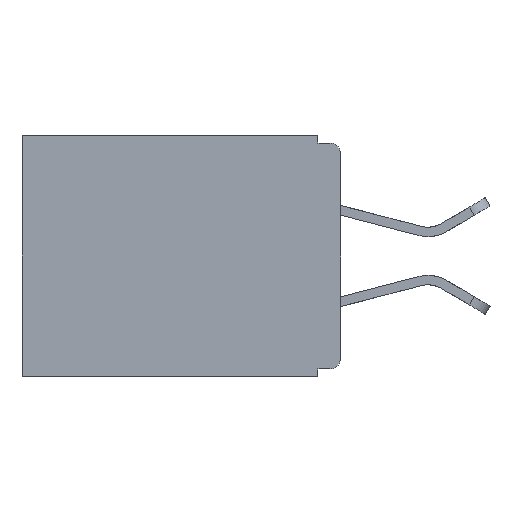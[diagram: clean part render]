
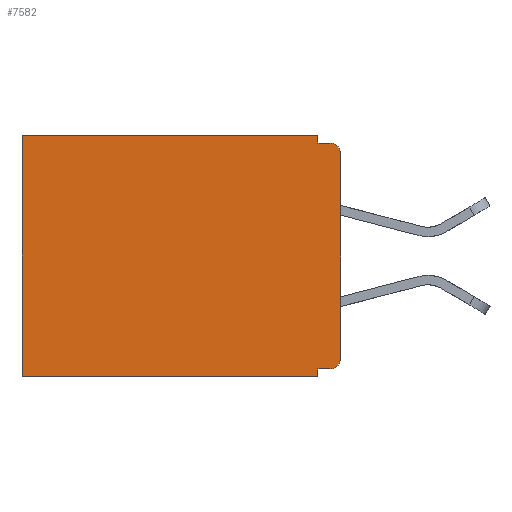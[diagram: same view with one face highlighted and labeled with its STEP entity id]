
A CAD part, left-side view. The second image highlights one B-rep face of the part: STEP entity #7582.
In plain terms, the highlighted planar face has unit normal (-1, 0, 0).
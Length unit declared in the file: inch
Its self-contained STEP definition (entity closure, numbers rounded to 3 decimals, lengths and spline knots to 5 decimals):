
#92 = FACE_OUTER_BOUND ( 'NONE', #9356, .T. ) ;
#419 = DIRECTION ( 'NONE',  ( 0., 1., 0. ) ) ;
#858 = DIRECTION ( 'NONE',  ( 0., 0., -1. ) ) ;
#1108 = VERTEX_POINT ( 'NONE', #18749 ) ;
#1158 = VECTOR ( 'NONE', #858, 39.37008 ) ;
#1388 = VERTEX_POINT ( 'NONE', #13542 ) ;
#1556 = ORIENTED_EDGE ( 'NONE', *, *, #3062, .T. ) ;
#2119 = CARTESIAN_POINT ( 'NONE',  ( 0.3, 0.437, -0.33 ) ) ;
#2375 = VECTOR ( 'NONE', #419, 39.37008 ) ;
#2496 = EDGE_CURVE ( 'NONE', #15590, #1108, #16932, .T. ) ;
#2572 = CARTESIAN_POINT ( 'NONE',  ( 0.3, 0.015, -0.025 ) ) ;
#2576 = DIRECTION ( 'NONE',  ( 1., 0., 0. ) ) ;
#2651 = AXIS2_PLACEMENT_3D ( 'NONE', #17831, #2576, #13480 ) ;
#3062 = EDGE_CURVE ( 'NONE', #17399, #1108, #15113, .T. ) ;
#3363 = VECTOR ( 'NONE', #16662, 39.37008 ) ;
#3658 = DIRECTION ( 'NONE',  ( 0., 0., -1. ) ) ;
#3772 = DIRECTION ( 'NONE',  ( -1., 0., 0. ) ) ;
#3781 = CARTESIAN_POINT ( 'NONE',  ( 0.3, 0., -0.025 ) ) ;
#3793 = LINE ( 'NONE', #14058, #15972 ) ;
#3815 = VERTEX_POINT ( 'NONE', #6998 ) ;
#3831 = ORIENTED_EDGE ( 'NONE', *, *, #6663, .F. ) ;
#4018 = CARTESIAN_POINT ( 'NONE',  ( 0.3, 0.031, -0.32 ) ) ;
#4314 = ORIENTED_EDGE ( 'NONE', *, *, #8621, .T. ) ;
#4463 = EDGE_CURVE ( 'NONE', #3815, #17178, #11086, .T. ) ;
#4490 = DIRECTION ( 'NONE',  ( 0., -1., 0. ) ) ;
#4952 = EDGE_CURVE ( 'NONE', #15590, #17178, #18038, .T. ) ;
#5020 = LINE ( 'NONE', #2119, #17126 ) ;
#5370 = CARTESIAN_POINT ( 'NONE',  ( 0.3, 0.015, -0.305 ) ) ;
#5835 = ORIENTED_EDGE ( 'NONE', *, *, #12762, .F. ) ;
#6429 = DIRECTION ( 'NONE',  ( 0., 1., 0. ) ) ;
#6663 = EDGE_CURVE ( 'NONE', #19271, #3815, #7605, .T. ) ;
#6990 = LINE ( 'NONE', #16369, #14140 ) ;
#6994 = VECTOR ( 'NONE', #4490, 39.37008 ) ;
#6998 = CARTESIAN_POINT ( 'NONE',  ( 0.3, 0.031, -0.01 ) ) ;
#7582 = ADVANCED_FACE ( 'NONE', ( #92 ), #11903, .F. ) ;
#7605 = LINE ( 'NONE', #12250, #3363 ) ;
#8554 = VECTOR ( 'NONE', #16559, 39.37008 ) ;
#8621 = EDGE_CURVE ( 'NONE', #1388, #14931, #5020, .T. ) ;
#9035 = ORIENTED_EDGE ( 'NONE', *, *, #11691, .F. ) ;
#9356 = EDGE_LOOP ( 'NONE', ( #19013, #15556, #12835, #3831, #12589, #4314, #16929, #9035, #5835, #1556 ) ) ;
#9422 = EDGE_CURVE ( 'NONE', #12968, #14931, #6990, .T. ) ;
#9591 = LINE ( 'NONE', #19192, #1158 ) ;
#10744 = LINE ( 'NONE', #15802, #2375 ) ;
#10925 = AXIS2_PLACEMENT_3D ( 'NONE', #5370, #17451, #12963 ) ;
#11086 = LINE ( 'NONE', #18829, #6994 ) ;
#11230 = CARTESIAN_POINT ( 'NONE',  ( 0.3, 0.015, -0.01 ) ) ;
#11691 = EDGE_CURVE ( 'NONE', #18109, #12968, #9591, .T. ) ;
#11703 = CARTESIAN_POINT ( 'NONE',  ( 0.3, 0.015, -0.32 ) ) ;
#11903 = PLANE ( 'NONE',  #2651 ) ;
#12250 = CARTESIAN_POINT ( 'NONE',  ( 0.3, 0.031, 0. ) ) ;
#12589 = ORIENTED_EDGE ( 'NONE', *, *, #14831, .T. ) ;
#12762 = EDGE_CURVE ( 'NONE', #17399, #18109, #10744, .T. ) ;
#12835 = ORIENTED_EDGE ( 'NONE', *, *, #4463, .F. ) ;
#12963 = DIRECTION ( 'NONE',  ( 0., 0., -1. ) ) ;
#12968 = VERTEX_POINT ( 'NONE', #17751 ) ;
#13008 = AXIS2_PLACEMENT_3D ( 'NONE', #2572, #3772, #3658 ) ;
#13045 = DIRECTION ( 'NONE',  ( 0., 0., -1. ) ) ;
#13262 = CARTESIAN_POINT ( 'NONE',  ( 0.3, 0., -0.33 ) ) ;
#13480 = DIRECTION ( 'NONE',  ( 0., 0., -1. ) ) ;
#13542 = CARTESIAN_POINT ( 'NONE',  ( 0.3, 0.437, 0. ) ) ;
#14058 = CARTESIAN_POINT ( 'NONE',  ( 0.3, 0., 0. ) ) ;
#14140 = VECTOR ( 'NONE', #17901, 39.37008 ) ;
#14329 = CARTESIAN_POINT ( 'NONE',  ( 0.3, 0.437, -0.33 ) ) ;
#14831 = EDGE_CURVE ( 'NONE', #19271, #1388, #3793, .T. ) ;
#14931 = VERTEX_POINT ( 'NONE', #14329 ) ;
#15113 = CIRCLE ( 'NONE', #10925, 0.015 ) ;
#15556 = ORIENTED_EDGE ( 'NONE', *, *, #4952, .T. ) ;
#15590 = VERTEX_POINT ( 'NONE', #3781 ) ;
#15802 = CARTESIAN_POINT ( 'NONE',  ( 0.3, 0., -0.32 ) ) ;
#15972 = VECTOR ( 'NONE', #6429, 39.37008 ) ;
#16369 = CARTESIAN_POINT ( 'NONE',  ( 0.3, 0., -0.33 ) ) ;
#16559 = DIRECTION ( 'NONE',  ( 0., 0., -1. ) ) ;
#16662 = DIRECTION ( 'NONE',  ( 0., 0., -1. ) ) ;
#16929 = ORIENTED_EDGE ( 'NONE', *, *, #9422, .F. ) ;
#16932 = LINE ( 'NONE', #13262, #8554 ) ;
#17126 = VECTOR ( 'NONE', #13045, 39.37008 ) ;
#17178 = VERTEX_POINT ( 'NONE', #11230 ) ;
#17399 = VERTEX_POINT ( 'NONE', #11703 ) ;
#17451 = DIRECTION ( 'NONE',  ( -1., 0., 0. ) ) ;
#17751 = CARTESIAN_POINT ( 'NONE',  ( 0.3, 0.031, -0.33 ) ) ;
#17831 = CARTESIAN_POINT ( 'NONE',  ( 0.3, 0., -0.33 ) ) ;
#17901 = DIRECTION ( 'NONE',  ( 0., 1., 0. ) ) ;
#18038 = CIRCLE ( 'NONE', #13008, 0.015 ) ;
#18109 = VERTEX_POINT ( 'NONE', #4018 ) ;
#18499 = CARTESIAN_POINT ( 'NONE',  ( 0.3, 0.031, 0. ) ) ;
#18749 = CARTESIAN_POINT ( 'NONE',  ( 0.3, 0., -0.305 ) ) ;
#18829 = CARTESIAN_POINT ( 'NONE',  ( 0.3, 0., -0.01 ) ) ;
#19013 = ORIENTED_EDGE ( 'NONE', *, *, #2496, .F. ) ;
#19192 = CARTESIAN_POINT ( 'NONE',  ( 0.3, 0.031, -0.33 ) ) ;
#19271 = VERTEX_POINT ( 'NONE', #18499 ) ;
